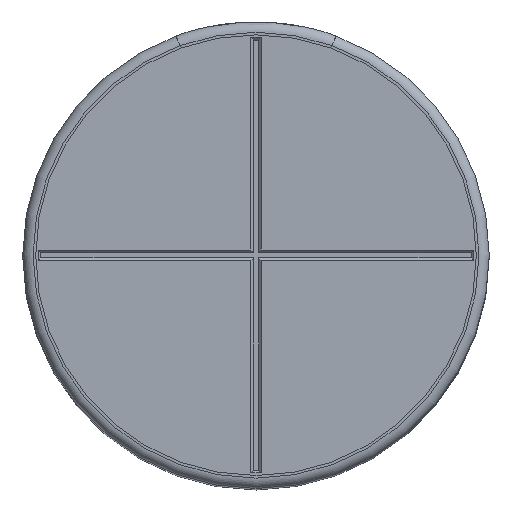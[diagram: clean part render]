
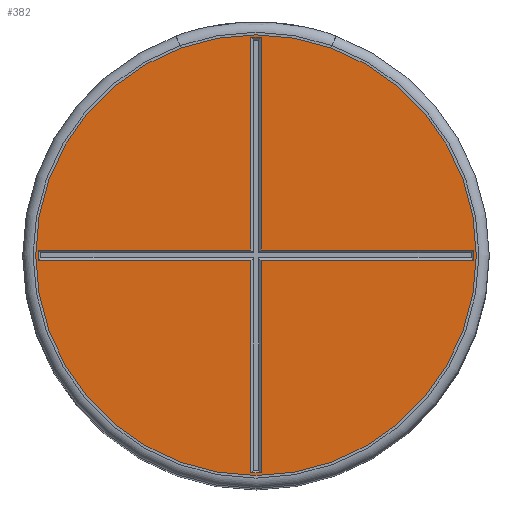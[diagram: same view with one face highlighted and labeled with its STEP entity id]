
A CAD part, top view. The second image highlights one B-rep face of the part: STEP entity #382.
In plain terms, the highlighted planar face has unit normal (0, 0, 1).
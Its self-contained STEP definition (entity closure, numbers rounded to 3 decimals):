
#382=ADVANCED_FACE('',(#941,#943),#945,.T.);
#941=FACE_BOUND('',#942,.T.);
#942=EDGE_LOOP('',(#1386));
#943=FACE_BOUND('',#944,.T.);
#944=EDGE_LOOP('',(#1387,#1388,#1389,#1390,#1391,#1392,#1393,#1394,#1395,#1396,#1397,
#1398));
#945=PLANE('',#946);
#946=AXIS2_PLACEMENT_3D('',#947,#948,#949);
#947=CARTESIAN_POINT('',(0.,0.,34.9));
#948=DIRECTION('',(0.,0.,1.));
#949=DIRECTION('',(1.,0.,0.));
#1386=ORIENTED_EDGE('',*,*,#1634,.T.);
#1387=ORIENTED_EDGE('',*,*,#1640,.T.);
#1388=ORIENTED_EDGE('',*,*,#1641,.T.);
#1389=ORIENTED_EDGE('',*,*,#1642,.T.);
#1390=ORIENTED_EDGE('',*,*,#1643,.T.);
#1391=ORIENTED_EDGE('',*,*,#1644,.T.);
#1392=ORIENTED_EDGE('',*,*,#1645,.T.);
#1393=ORIENTED_EDGE('',*,*,#1646,.T.);
#1394=ORIENTED_EDGE('',*,*,#1647,.T.);
#1395=ORIENTED_EDGE('',*,*,#1648,.T.);
#1396=ORIENTED_EDGE('',*,*,#1649,.T.);
#1397=ORIENTED_EDGE('',*,*,#1650,.T.);
#1398=ORIENTED_EDGE('',*,*,#1651,.T.);
#1634=EDGE_CURVE('',#1876,#1876,#1877,.T.);
#1640=EDGE_CURVE('',#1888,#1889,#1890,.F.);
#1641=EDGE_CURVE('',#1889,#1891,#1892,.F.);
#1642=EDGE_CURVE('',#1891,#1893,#1894,.F.);
#1643=EDGE_CURVE('',#1893,#1895,#1896,.F.);
#1644=EDGE_CURVE('',#1895,#1897,#1898,.F.);
#1645=EDGE_CURVE('',#1897,#1899,#1900,.F.);
#1646=EDGE_CURVE('',#1899,#1901,#1902,.F.);
#1647=EDGE_CURVE('',#1901,#1903,#1904,.F.);
#1648=EDGE_CURVE('',#1903,#1905,#1906,.F.);
#1649=EDGE_CURVE('',#1905,#1907,#1908,.F.);
#1650=EDGE_CURVE('',#1907,#1909,#1910,.F.);
#1651=EDGE_CURVE('',#1909,#1888,#1911,.F.);
#1876=VERTEX_POINT('',#2430);
#1877=CIRCLE('',#2431,8.5);
#1888=VERTEX_POINT('',#2458);
#1889=VERTEX_POINT('',#2459);
#1890=LINE('',#2460,#2461);
#1891=VERTEX_POINT('',#2463);
#1892=LINE('',#2464,#2465);
#1893=VERTEX_POINT('',#2467);
#1894=LINE('',#2468,#2469);
#1895=VERTEX_POINT('',#2471);
#1896=LINE('',#2472,#2473);
#1897=VERTEX_POINT('',#2475);
#1898=LINE('',#2476,#2477);
#1899=VERTEX_POINT('',#2479);
#1900=LINE('',#2480,#2481);
#1901=VERTEX_POINT('',#2483);
#1902=LINE('',#2484,#2485);
#1903=VERTEX_POINT('',#2487);
#1904=LINE('',#2488,#2489);
#1905=VERTEX_POINT('',#2491);
#1906=LINE('',#2492,#2493);
#1907=VERTEX_POINT('',#2495);
#1908=LINE('',#2496,#2497);
#1909=VERTEX_POINT('',#2499);
#1910=LINE('',#2500,#2501);
#1911=LINE('',#2503,#2504);
#2430=CARTESIAN_POINT('',(8.5,0.,34.9));
#2431=AXIS2_PLACEMENT_3D('',#2432,#2433,#2434);
#2432=CARTESIAN_POINT('',(0.,0.,34.9));
#2433=DIRECTION('',(0.,0.,1.));
#2434=DIRECTION('',(1.,0.,0.));
#2458=CARTESIAN_POINT('',(-0.2,-0.2,34.9));
#2459=CARTESIAN_POINT('',(-8.4,-0.2,34.9));
#2460=CARTESIAN_POINT('',(-8.4,-0.2,34.9));
#2461=VECTOR('',#2462,1.);
#2462=DIRECTION('',(1.,0.,0.));
#2463=CARTESIAN_POINT('',(-8.4,0.2,34.9));
#2464=CARTESIAN_POINT('',(-8.4,0.2,34.9));
#2465=VECTOR('',#2466,1.);
#2466=DIRECTION('',(0.,-1.,0.));
#2467=CARTESIAN_POINT('',(-0.2,0.2,34.9));
#2468=CARTESIAN_POINT('',(-0.2,0.2,34.9));
#2469=VECTOR('',#2470,1.);
#2470=DIRECTION('',(-1.,0.,0.));
#2471=CARTESIAN_POINT('',(-0.2,8.4,34.9));
#2472=CARTESIAN_POINT('',(-0.2,8.4,34.9));
#2473=VECTOR('',#2474,1.);
#2474=DIRECTION('',(0.,-1.,0.));
#2475=CARTESIAN_POINT('',(0.2,8.4,34.9));
#2476=CARTESIAN_POINT('',(0.2,8.4,34.9));
#2477=VECTOR('',#2478,1.);
#2478=DIRECTION('',(-1.,0.,0.));
#2479=CARTESIAN_POINT('',(0.2,0.2,34.9));
#2480=CARTESIAN_POINT('',(0.2,0.2,34.9));
#2481=VECTOR('',#2482,1.);
#2482=DIRECTION('',(0.,1.,0.));
#2483=CARTESIAN_POINT('',(8.4,0.2,34.9));
#2484=CARTESIAN_POINT('',(8.4,0.2,34.9));
#2485=VECTOR('',#2486,1.);
#2486=DIRECTION('',(-1.,0.,0.));
#2487=CARTESIAN_POINT('',(8.4,-0.2,34.9));
#2488=CARTESIAN_POINT('',(8.4,-0.2,34.9));
#2489=VECTOR('',#2490,1.);
#2490=DIRECTION('',(0.,1.,0.));
#2491=CARTESIAN_POINT('',(0.2,-0.2,34.9));
#2492=CARTESIAN_POINT('',(0.2,-0.2,34.9));
#2493=VECTOR('',#2494,1.);
#2494=DIRECTION('',(1.,0.,0.));
#2495=CARTESIAN_POINT('',(0.2,-8.4,34.9));
#2496=CARTESIAN_POINT('',(0.2,-8.4,34.9));
#2497=VECTOR('',#2498,1.);
#2498=DIRECTION('',(0.,1.,0.));
#2499=CARTESIAN_POINT('',(-0.2,-8.4,34.9));
#2500=CARTESIAN_POINT('',(-0.2,-8.4,34.9));
#2501=VECTOR('',#2502,1.);
#2502=DIRECTION('',(1.,0.,0.));
#2503=CARTESIAN_POINT('',(-0.2,-0.2,34.9));
#2504=VECTOR('',#2505,1.);
#2505=DIRECTION('',(0.,-1.,0.));
